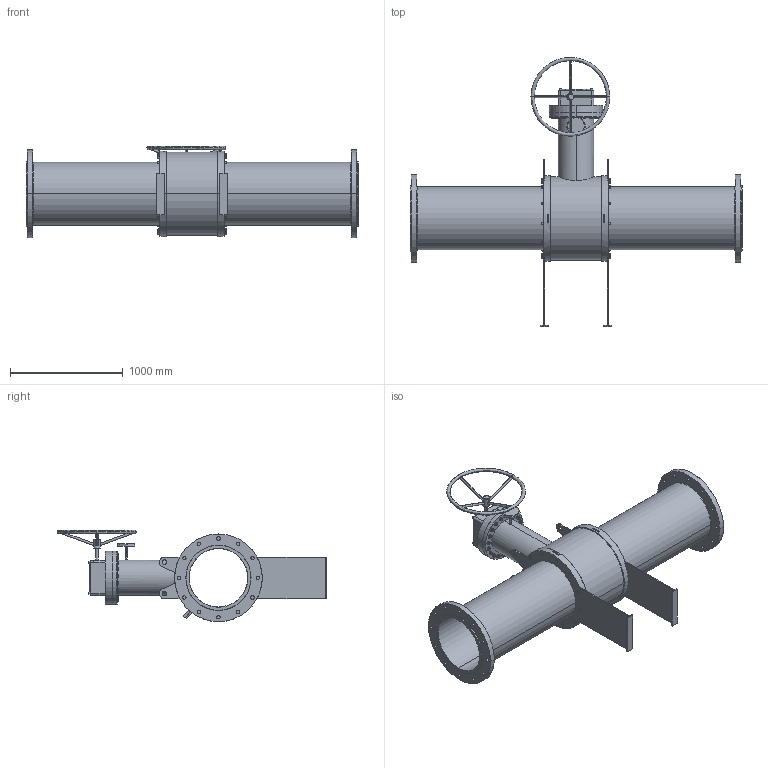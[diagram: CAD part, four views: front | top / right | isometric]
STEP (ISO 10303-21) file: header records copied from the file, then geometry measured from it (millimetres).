
FILE_DESCRIPTION (( 'STEP AP203' ), '1' );
FILE_NAME ('GB2_ANSI_2500_24IN_HD.STEP', '2025-10-06T20:57:03', ( '' ), ( '' ), 'SwSTEP 2.0', 'SolidWorks 2023', '' );
FILE_SCHEMA (( 'CONFIG_CONTROL_DESIGN' ));
Length unit declared in the file: millimetre
Products named in the file (3): hex flange screw_am_B18.2.3.4M - Hex flange screw, M16 x 2.0 x 25 --25N; GB2_ANSI_2500_1500_ANSI_2500_24IN; GB2_ANSI_2500_24IN_HD
Assembly tree (49 placements, depth 2):
  GB2_ANSI_2500_24IN_HD
    GB2_ANSI_2500_1500_ANSI_2500_24IN
    hex flange screw_am_B18.2.3.4M - Hex flange screw, M16 x 2.0 x 25 --25N  x48
Bounding box: 2950 x 2390 x 812.48 mm (x, y, z)
Volume: 316531541.3 mm3; surface area: 15266510.4 mm2
Topology: 50 solids, 50 shells, 1983 faces, 4468 edges, 2682 vertices
Faces by surface type: plane 640, cone 514, bspline 358, cylinder 345, torus 120, sphere 6
Entity records: 28872 total; most frequent: CARTESIAN_POINT 12249, DIRECTION 3130, ORIENTED_EDGE 3100, EDGE_CURVE 1550, AXIS2_PLACEMENT_3D 1210, VERTEX_POINT 988, EDGE_LOOP 786, LINE 710
